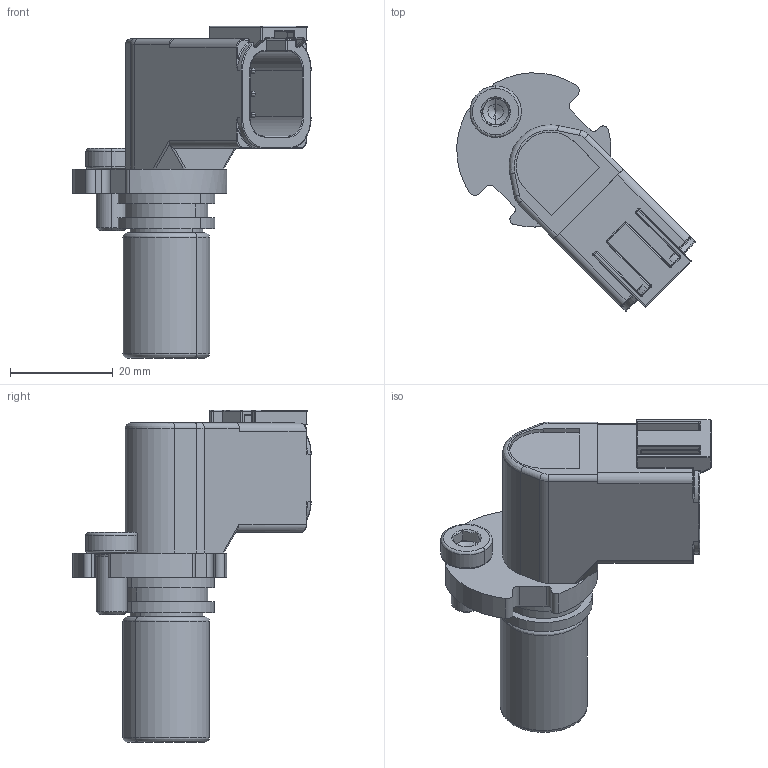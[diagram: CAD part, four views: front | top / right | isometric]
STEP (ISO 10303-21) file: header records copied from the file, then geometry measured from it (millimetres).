
FILE_DESCRIPTION (( 'STEP AP203' ), '1' );
FILE_NAME ('H1B_speed_sensor_Default_sldprt.STEP', '2023-01-20T01:46:43', ( '' ), ( '' ), 'SwSTEP 2.0', 'SolidWorks 2022', '' );
FILE_SCHEMA (( 'CONFIG_CONTROL_DESIGN' ));
Length unit declared in the file: inch
Products named in the file (1): H1B_speed_sensor_Default_sldprt
Bounding box: 46.35 x 46.35 x 64.56 mm (x, y, z)
Volume: 22489.9 mm3; surface area: 8951.3 mm2
Topology: 2 solids, 2 shells, 414 faces, 977 edges, 536 vertices
Faces by surface type: cylinder 178, bspline 117, plane 80, cone 27, sphere 12
Entity records: 17803 total; most frequent: CARTESIAN_POINT 9008, ORIENTED_EDGE 1872, DIRECTION 1806, EDGE_CURVE 936, AXIS2_PLACEMENT_3D 711, VERTEX_POINT 536, EDGE_LOOP 428, ADVANCED_FACE 414
